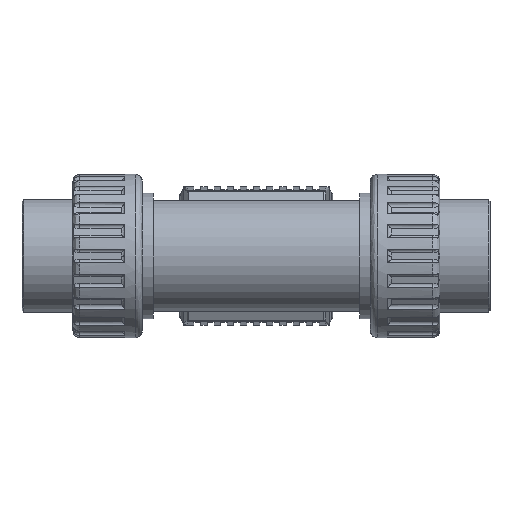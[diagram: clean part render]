
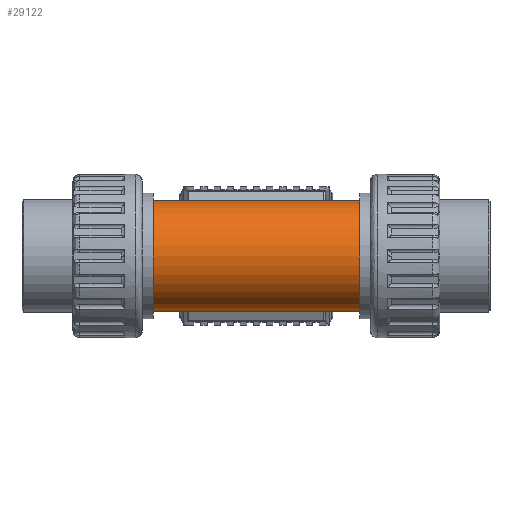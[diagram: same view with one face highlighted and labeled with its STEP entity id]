
A CAD part, front view. The second image highlights one B-rep face of the part: STEP entity #29122.
In plain terms, the highlighted cylindrical face has radius 20.32 mm (diameter 40.64 mm), a partial arc.
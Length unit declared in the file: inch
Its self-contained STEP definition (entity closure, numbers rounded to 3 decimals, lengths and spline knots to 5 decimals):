
#40 = CYLINDRICAL_SURFACE ( 'NONE', #14914, 0.8 ) ;
#790 = DIRECTION ( 'NONE',  ( 0., 0., -1. ) ) ;
#1063 = EDGE_CURVE ( 'NONE', #17619, #12114, #12689, .T. ) ;
#1149 = EDGE_CURVE ( 'NONE', #8304, #24739, #1968, .T. ) ;
#1968 = LINE ( 'NONE', #21056, #27743 ) ;
#2982 = CARTESIAN_POINT ( 'NONE',  ( -1.4915, -0.4, 0. ) ) ;
#2984 = DIRECTION ( 'NONE',  ( 0., 0., -1. ) ) ;
#3068 = EDGE_LOOP ( 'NONE', ( #3902, #20827, #34053, #14646, #5342, #14892, #10716, #11133 ) ) ;
#3262 = AXIS2_PLACEMENT_3D ( 'NONE', #27577, #13340, #2984 ) ;
#3636 = DIRECTION ( 'NONE',  ( 1., 0., 0. ) ) ;
#3755 = VERTEX_POINT ( 'NONE', #2982 ) ;
#3902 = ORIENTED_EDGE ( 'NONE', *, *, #1149, .F. ) ;
#4229 = CARTESIAN_POINT ( 'NONE',  ( 0.9, -0.4, 0. ) ) ;
#4375 = VECTOR ( 'NONE', #15956, 39.37008 ) ;
#4472 = DIRECTION ( 'NONE',  ( 1., 0., 0. ) ) ;
#5262 = DIRECTION ( 'NONE',  ( 1., 0., 0. ) ) ;
#5342 = ORIENTED_EDGE ( 'NONE', *, *, #1063, .T. ) ;
#5564 = CARTESIAN_POINT ( 'NONE',  ( 0., -0.4, 0.8 ) ) ;
#5707 = VECTOR ( 'NONE', #5262, 39.37008 ) ;
#6670 = CARTESIAN_POINT ( 'NONE',  ( -1.4915, -0.4, 0.8 ) ) ;
#7728 = CARTESIAN_POINT ( 'NONE',  ( -1., -0.4, 0. ) ) ;
#8011 = EDGE_CURVE ( 'NONE', #24739, #27628, #33733, .T. ) ;
#8304 = VERTEX_POINT ( 'NONE', #28540 ) ;
#8760 = DIRECTION ( 'NONE',  ( 0., 0., -1. ) ) ;
#10716 = ORIENTED_EDGE ( 'NONE', *, *, #26574, .F. ) ;
#10738 = CARTESIAN_POINT ( 'NONE',  ( 1.4915, -0.4, 0. ) ) ;
#11133 = ORIENTED_EDGE ( 'NONE', *, *, #8011, .F. ) ;
#11630 = FACE_OUTER_BOUND ( 'NONE', #3068, .T. ) ;
#12114 = VERTEX_POINT ( 'NONE', #10738 ) ;
#12354 = CARTESIAN_POINT ( 'NONE',  ( 1.4915, -0.4, 1.6 ) ) ;
#12612 = VECTOR ( 'NONE', #3636, 39.37008 ) ;
#12689 = LINE ( 'NONE', #12854, #30014 ) ;
#12854 = CARTESIAN_POINT ( 'NONE',  ( 0., -0.4, 0. ) ) ;
#13340 = DIRECTION ( 'NONE',  ( -1., 0., 0. ) ) ;
#14646 = ORIENTED_EDGE ( 'NONE', *, *, #16130, .F. ) ;
#14892 = ORIENTED_EDGE ( 'NONE', *, *, #18176, .T. ) ;
#14914 = AXIS2_PLACEMENT_3D ( 'NONE', #5564, #33156, #8760 ) ;
#15026 = DIRECTION ( 'NONE',  ( 1., 0., 0. ) ) ;
#15501 = EDGE_CURVE ( 'NONE', #3755, #31483, #24302, .T. ) ;
#15956 = DIRECTION ( 'NONE',  ( -1., 0., 0. ) ) ;
#16130 = EDGE_CURVE ( 'NONE', #17619, #31483, #21130, .T. ) ;
#16242 = AXIS2_PLACEMENT_3D ( 'NONE', #6670, #25026, #790 ) ;
#16311 = LINE ( 'NONE', #32317, #5707 ) ;
#17544 = CARTESIAN_POINT ( 'NONE',  ( 1., -0.4, 1.6 ) ) ;
#17619 = VERTEX_POINT ( 'NONE', #4229 ) ;
#18049 = VECTOR ( 'NONE', #21458, 39.37008 ) ;
#18176 = EDGE_CURVE ( 'NONE', #12114, #19017, #18638, .T. ) ;
#18638 = CIRCLE ( 'NONE', #3262, 0.8 ) ;
#19017 = VERTEX_POINT ( 'NONE', #12354 ) ;
#20728 = CIRCLE ( 'NONE', #16242, 0.8 ) ;
#20827 = ORIENTED_EDGE ( 'NONE', *, *, #35209, .T. ) ;
#21056 = CARTESIAN_POINT ( 'NONE',  ( 0., -0.4, 1.6 ) ) ;
#21130 = LINE ( 'NONE', #7728, #4375 ) ;
#21458 = DIRECTION ( 'NONE',  ( 1., 0., 0. ) ) ;
#24302 = LINE ( 'NONE', #34978, #18049 ) ;
#24739 = VERTEX_POINT ( 'NONE', #29819 ) ;
#25026 = DIRECTION ( 'NONE',  ( 1., 0., 0. ) ) ;
#26574 = EDGE_CURVE ( 'NONE', #27628, #19017, #16311, .T. ) ;
#26699 = CARTESIAN_POINT ( 'NONE',  ( -0.9, -0.4, 0. ) ) ;
#27577 = CARTESIAN_POINT ( 'NONE',  ( 1.4915, -0.4, 0.8 ) ) ;
#27628 = VERTEX_POINT ( 'NONE', #33177 ) ;
#27743 = VECTOR ( 'NONE', #4472, 39.37008 ) ;
#28540 = CARTESIAN_POINT ( 'NONE',  ( -1.4915, -0.4, 1.6 ) ) ;
#29122 = ADVANCED_FACE ( 'NONE', ( #11630 ), #40, .T. ) ;
#29819 = CARTESIAN_POINT ( 'NONE',  ( -0.9, -0.4, 1.6 ) ) ;
#30014 = VECTOR ( 'NONE', #15026, 39.37008 ) ;
#31483 = VERTEX_POINT ( 'NONE', #26699 ) ;
#32317 = CARTESIAN_POINT ( 'NONE',  ( 0., -0.4, 1.6 ) ) ;
#33156 = DIRECTION ( 'NONE',  ( 1., 0., 0. ) ) ;
#33177 = CARTESIAN_POINT ( 'NONE',  ( 0.9, -0.4, 1.6 ) ) ;
#33733 = LINE ( 'NONE', #17544, #12612 ) ;
#34053 = ORIENTED_EDGE ( 'NONE', *, *, #15501, .T. ) ;
#34978 = CARTESIAN_POINT ( 'NONE',  ( 0., -0.4, 0. ) ) ;
#35209 = EDGE_CURVE ( 'NONE', #8304, #3755, #20728, .T. ) ;
